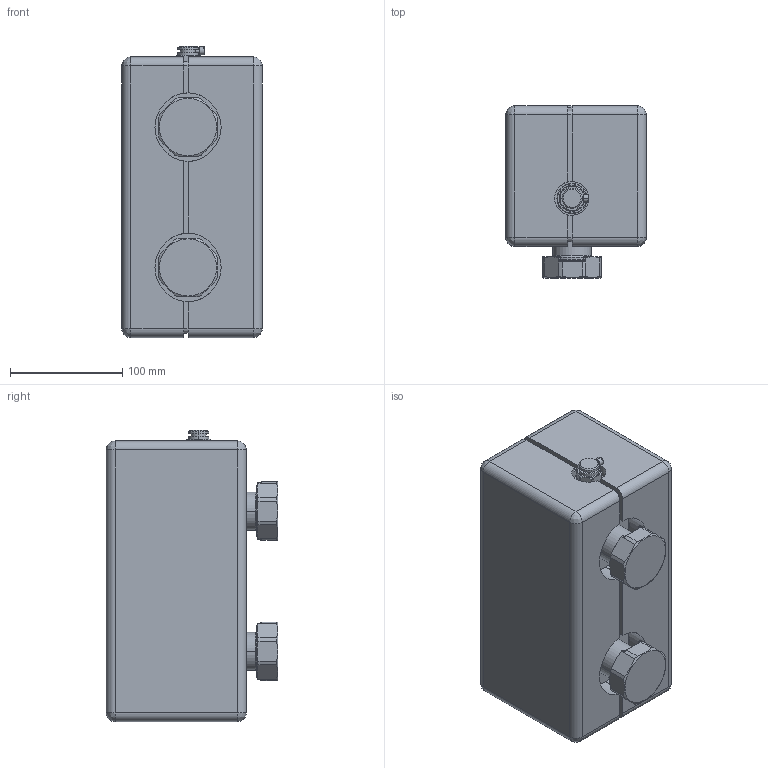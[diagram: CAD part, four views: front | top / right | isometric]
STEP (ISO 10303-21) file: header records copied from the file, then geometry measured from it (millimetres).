
FILE_DESCRIPTION (( 'STEP AP203' ), '1' );
FILE_NAME ('HW Q 60-80.STEP', '2022-12-01T16:20:41', ( '' ), ( '' ), 'SwSTEP 2.0', 'SolidWorks 2021', '' );
FILE_SCHEMA (( 'CONFIG_CONTROL_DESIGN' ));
Length unit declared in the file: millimetre
Products named in the file (1): HW Q 60-80
Bounding box: 125 x 153.2 x 259.4 mm (x, y, z)
Volume: 3755053.9 mm3; surface area: 332223.8 mm2
Topology: 2 solids, 2 shells, 415 faces, 1156 edges, 711 vertices
Faces by surface type: plane 189, cylinder 131, bspline 58, cone 37
Entity records: 16902 total; most frequent: CARTESIAN_POINT 6827, ORIENTED_EDGE 2280, DIRECTION 1887, EDGE_CURVE 1140, VERTEX_POINT 711, AXIS2_PLACEMENT_3D 659, VECTOR 569, LINE 569
